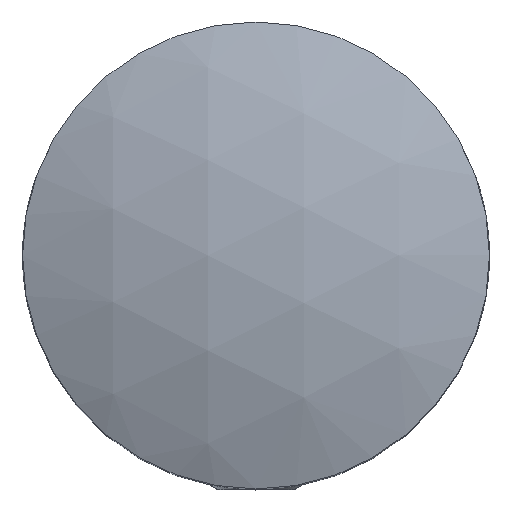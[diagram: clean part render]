
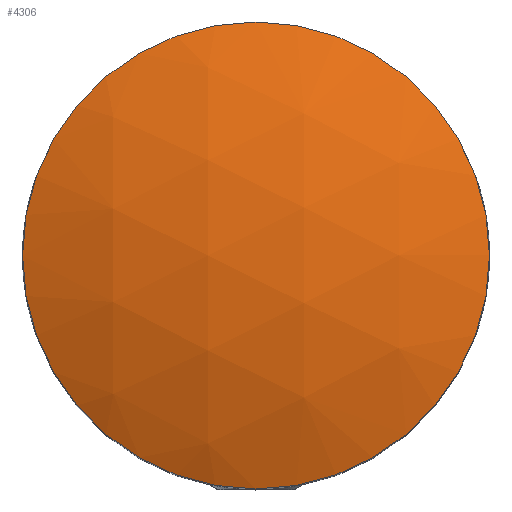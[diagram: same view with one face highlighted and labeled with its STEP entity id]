
A CAD part, top view. The second image highlights one B-rep face of the part: STEP entity #4306.
In plain terms, the highlighted spherical face has radius 28 mm.
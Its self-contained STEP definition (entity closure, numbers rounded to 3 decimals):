
#955 = CARTESIAN_POINT ( 'NONE',  ( 0., 0., 10.749 ) ) ;
#1299 = CARTESIAN_POINT ( 'NONE',  ( 0., -11., 10.749 ) ) ;
#1432 = VERTEX_POINT ( 'NONE', #1299 ) ;
#3459 = SPHERICAL_SURFACE ( 'NONE', #15325, 28. ) ;
#3811 = DIRECTION ( 'NONE',  ( 0., 1., 0. ) ) ;
#4306 = ADVANCED_FACE ( 'NONE', ( #12857 ), #3459, .T. ) ;
#7106 = AXIS2_PLACEMENT_3D ( 'NONE', #955, #16584, #8030 ) ;
#7880 = EDGE_CURVE ( 'NONE', #1432, #1432, #14459, .T. ) ;
#8030 = DIRECTION ( 'NONE',  ( 0., -1., 0. ) ) ;
#9436 = DIRECTION ( 'NONE',  ( -1., 0., 0. ) ) ;
#11919 = ORIENTED_EDGE ( 'NONE', *, *, #7880, .T. ) ;
#12857 = FACE_OUTER_BOUND ( 'NONE', #16412, .T. ) ;
#13548 = CARTESIAN_POINT ( 'NONE',  ( 0., 0., -15. ) ) ;
#14459 = CIRCLE ( 'NONE', #7106, 11. ) ;
#15325 = AXIS2_PLACEMENT_3D ( 'NONE', #13548, #9436, #3811 ) ;
#16412 = EDGE_LOOP ( 'NONE', ( #11919 ) ) ;
#16584 = DIRECTION ( 'NONE',  ( 0., 0., 1. ) ) ;
